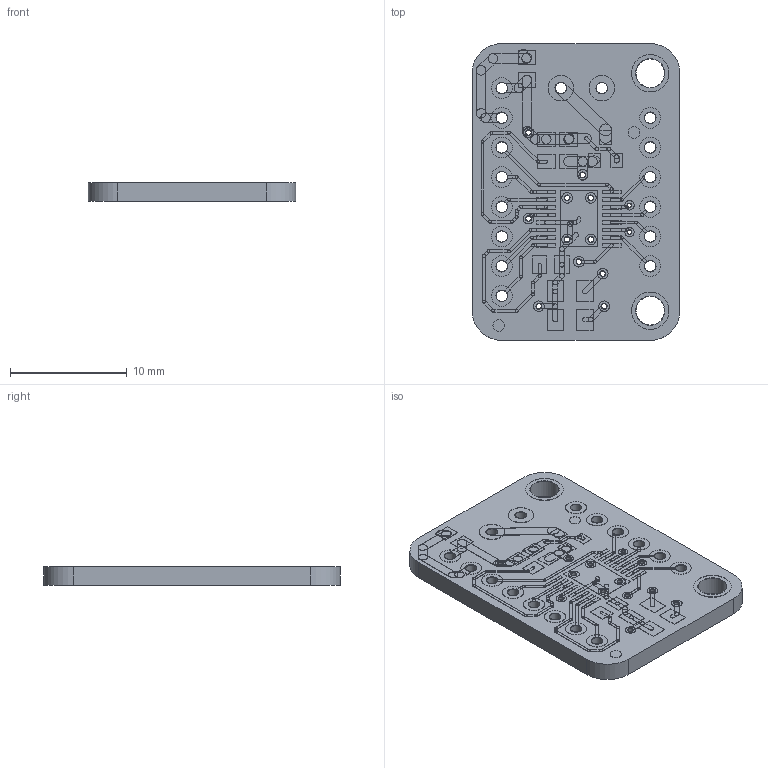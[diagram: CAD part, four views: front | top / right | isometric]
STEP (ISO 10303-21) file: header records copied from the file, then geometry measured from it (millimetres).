
FILE_DESCRIPTION(('KiCad electronic assembly'),'2;1');
FILE_NAME('Adafruit DRV8833_2.step','2025-08-11T15:03:45',('Pcbnew'),( 'Kicad'),'Open CASCADE STEP processor 7.8','KiCad to STEP converter' ,'Unknown');
FILE_SCHEMA(('AUTOMOTIVE_DESIGN { 1 0 10303 214 1 1 1 1 }'));
Length unit declared in the file: millimetre
Products named in the file (263): Adafruit DRV8833_2 1; _autosave-Adafruit DRV8833_track_1; _autosave-Adafruit DRV8833_track_2; _autosave-Adafruit DRV8833_track_3; _autosave-Adafruit DRV8833_track_4; _autosave-Adafruit DRV8833_track_5; _autosave-Adafruit DRV8833_track_6; _autosave-Adafruit DRV8833_track_7; _autosave-Adafruit DRV8833_track_8; _autosave-Adafruit DRV8833_track_9; _autosave-Adafruit DRV8833_track_10; _autosave-Adafruit DRV8833_track_11; _autosave-Adafruit DRV8833_track_12; _autosave-Adafruit DRV8833_track_13; _autosave-Adafruit DRV8833_track_14; _autosave-Adafruit DRV8833_track_15; _autosave-Adafruit DRV8833_track_16; _autosave-Adafruit DRV8833_track_17; _autosave-Adafruit DRV8833_track_18; _autosave-Adafruit DRV8833_track_19; _autosave-Adafruit DRV8833_track_20; _autosave-Adafruit DRV8833_track_21; _autosave-Adafruit DRV8833_track_22; _autosave-Adafruit DRV8833_track_23; _autosave-Adafruit DRV8833_track_24; _autosave-Adafruit DRV8833_track_25; _autosave-Adafruit DRV8833_track_26; _autosave-Adafruit DRV8833_track_27; _autosave-Adafruit DRV8833_track_28; _autosave-Adafruit DRV8833_track_29; _autosave-Adafruit DRV8833_track_30; _autosave-Adafruit DRV8833_track_31; _autosave-Adafruit DRV8833_track_32; _autosave-Adafruit DRV8833_track_33; _autosave-Adafruit DRV8833_track_34; _autosave-Adafruit DRV8833_track_35; _autosave-Adafruit DRV8833_track_36; _autosave-Adafruit DRV8833_track_37; _autosave-Adafruit DRV8833_track_38; _autosave-Adafruit DRV8833_track_39 ...
Assembly tree (262 placements, depth 2):
  Adafruit DRV8833_2 1
    _autosave-Adafruit DRV8833_track_1
    _autosave-Adafruit DRV8833_track_2
    _autosave-Adafruit DRV8833_track_3
    _autosave-Adafruit DRV8833_track_4
    _autosave-Adafruit DRV8833_track_5
    _autosave-Adafruit DRV8833_track_6
    _autosave-Adafruit DRV8833_track_7
    _autosave-Adafruit DRV8833_track_8
    _autosave-Adafruit DRV8833_track_9
    _autosave-Adafruit DRV8833_track_10
    _autosave-Adafruit DRV8833_track_11
    _autosave-Adafruit DRV8833_track_12
    _autosave-Adafruit DRV8833_track_13
    _autosave-Adafruit DRV8833_track_14
    _autosave-Adafruit DRV8833_track_15
    _autosave-Adafruit DRV8833_track_16
    _autosave-Adafruit DRV8833_track_17
    _autosave-Adafruit DRV8833_track_18
    _autosave-Adafruit DRV8833_track_19
    _autosave-Adafruit DRV8833_track_20
    _autosave-Adafruit DRV8833_track_21
    _autosave-Adafruit DRV8833_track_22
    _autosave-Adafruit DRV8833_track_23
    _autosave-Adafruit DRV8833_track_24
    _autosave-Adafruit DRV8833_track_25
    _autosave-Adafruit DRV8833_track_26
    _autosave-Adafruit DRV8833_track_27
    _autosave-Adafruit DRV8833_track_28
    _autosave-Adafruit DRV8833_track_29
    _autosave-Adafruit DRV8833_track_30
    _autosave-Adafruit DRV8833_track_31
    _autosave-Adafruit DRV8833_track_32
    _autosave-Adafruit DRV8833_track_33
    _autosave-Adafruit DRV8833_track_34
    _autosave-Adafruit DRV8833_track_35
    _autosave-Adafruit DRV8833_track_36
    _autosave-Adafruit DRV8833_track_37
    _autosave-Adafruit DRV8833_track_38
    _autosave-Adafruit DRV8833_track_39
    _autosave-Adafruit DRV8833_track_40
    _autosave-Adafruit DRV8833_track_41
    _autosave-Adafruit DRV8833_track_42
    _autosave-Adafruit DRV8833_track_43
    _autosave-Adafruit DRV8833_track_44
    _autosave-Adafruit DRV8833_track_45
    _autosave-Adafruit DRV8833_track_46
    _autosave-Adafruit DRV8833_track_47
    _autosave-Adafruit DRV8833_track_48
    _autosave-Adafruit DRV8833_track_49
    _autosave-Adafruit DRV8833_track_50
    _autosave-Adafruit DRV8833_track_51
    _autosave-Adafruit DRV8833_track_52
    _autosave-Adafruit DRV8833_track_53
    _autosave-Adafruit DRV8833_track_54
    _autosave-Adafruit DRV8833_track_55
    _autosave-Adafruit DRV8833_track_56
    _autosave-Adafruit DRV8833_track_57
    _autosave-Adafruit DRV8833_track_58
    _autosave-Adafruit DRV8833_track_59
Bounding box: 17.78 x 25.4 x 1.67 mm (x, y, z)
Volume: 686.1 mm3; surface area: 1923.3 mm2
Topology: 261 solids, 261 shells, 1595 faces, 3219 edges, 2146 vertices
Faces by surface type: plane 1100, cylinder 495
Full cylindrical faces by diameter (mm): 0.344 x6, 0.394 x4, 0.45 x43, 0.5 x22, 0.8 x4, 0.906 x22, 0.95 x49, 1 x32, 1.778 x28, 2.184 x4, 2.45 x6, 2.5 x4, 3.2 x4
Entity records: 48459 total; most frequent: DIRECTION 7925, CARTESIAN_POINT 7223, ORIENTED_EDGE 6438, EDGE_CURVE 3219, AXIS2_PLACEMENT_3D 2848, LINE 2229, VECTOR 2229, VERTEX_POINT 2146
